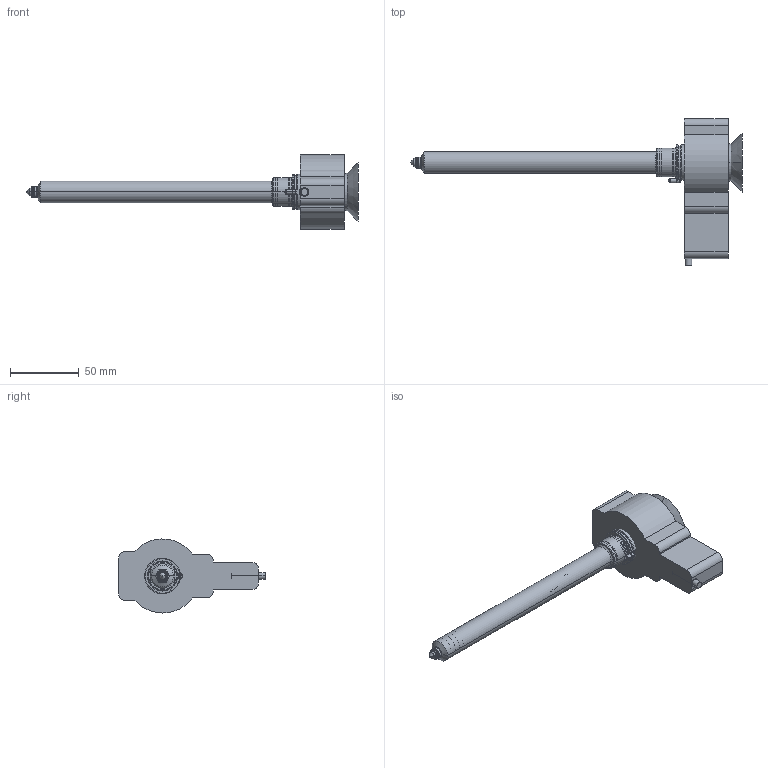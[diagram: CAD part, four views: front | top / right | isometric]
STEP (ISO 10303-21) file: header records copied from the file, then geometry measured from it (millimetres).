
FILE_DESCRIPTION (( 'STEP AP214' ), '1' );
FILE_NAME ('Dysza centralna - 16x194 EA-WP22.STEP', '2017-05-29T13:34:57', ( '' ), ( '' ), 'SwSTEP 2.0', 'SolidWorks 2016', '' );
FILE_SCHEMA (( 'AUTOMOTIVE_DESIGN' ));
Length unit declared in the file: millimetre
Products named in the file (10): pierœcieñ nak³adki 22; 16x194 - komora_STANDARD; 16x194 - korpus - 16194-02; grza³ka opaskowa 30x22 - nak³adka 22 - 22000-09; 16x194 - dysza - 16194-00_Standard; nak³adka 22 - 22000-11; komora nak³adki 22; Dysza centralna - 16x194 EA-WP22; nak³adka - EA-WP-22; nakladka do dyszy centralnej 22 - 22000-11
Assembly tree (9 placements, depth 4):
  Dysza centralna - 16x194 EA-WP22
    16x194 - dysza - 16194-00_Standard
      16x194 - korpus - 16194-02
      16x194 - komora_STANDARD
    nak³adka - EA-WP-22
      nak³adka 22 - 22000-11
        pierœcieñ nak³adki 22
        nakladka do dyszy centralnej 22 - 22000-11
      grza³ka opaskowa 30x22 - nak³adka 22 - 22000-09
      komora nak³adki 22
Bounding box: 242 x 107 x 53.99 mm (x, y, z)
Volume: 218251.3 mm3; surface area: 60319.8 mm2
Topology: 9 solids, 13 shells, 423 faces, 1098 edges, 698 vertices
Faces by surface type: cylinder 156, torus 84, plane 80, cone 71, sphere 18, bspline 14
Entity records: 20479 total; most frequent: CARTESIAN_POINT 9864, ORIENTED_EDGE 2184, DIRECTION 2183, EDGE_CURVE 1092, AXIS2_PLACEMENT_3D 927, VERTEX_POINT 698, CIRCLE 503, EDGE_LOOP 450
